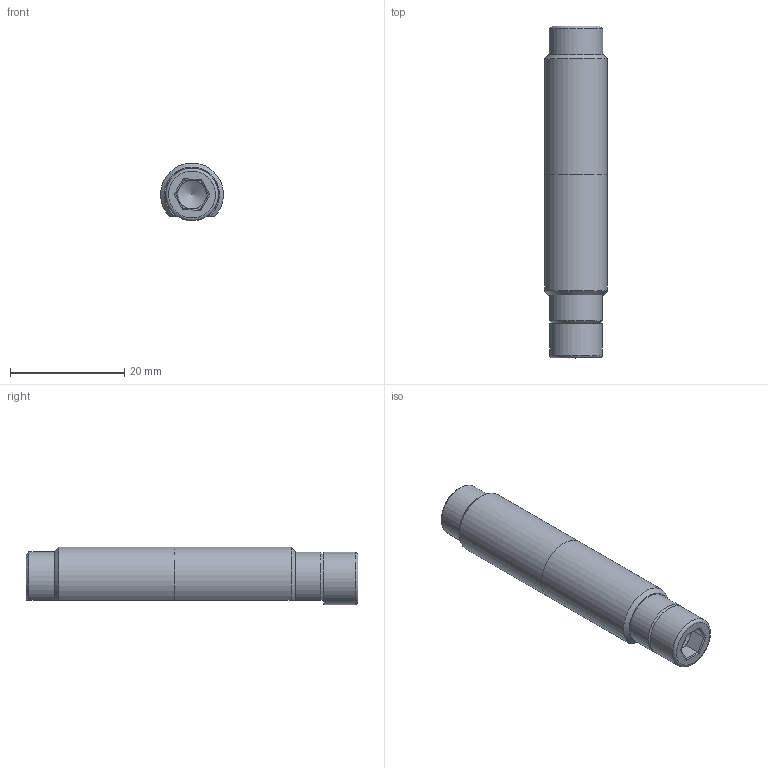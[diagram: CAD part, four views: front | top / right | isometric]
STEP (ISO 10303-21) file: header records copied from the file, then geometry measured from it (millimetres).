
FILE_DESCRIPTION(/* description */ ('KriTec Stoßverbinder 8 Raster 30 für Profile mit Quadratlochung'),/* implementation_level */ '2;1');
FILE_NAME(/* name */ '91189_KriTec_Stossverbinder_8_Raster_30_fuer_Profile_mit_Quadratlochung.stp',/* time_stamp */ '2023-10-24T13:31:10+02:00',/* author */ ('Nell'),/* organization */ (''),/* preprocessor_version */ 'ST-DEVELOPER v17',/* originating_system */ 'Autodesk Inventor 2018',/* authorisation */ '');
FILE_SCHEMA (('AUTOMOTIVE_DESIGN { 1 0 10303 214 3 1 1 }'));
Length unit declared in the file: millimetre
Products named in the file (4): 91189; Gh 10CEV-B-1126 iGH M6; Gh 10CEV-B-1126; Schraube M6x50
Assembly tree (3 placements, depth 2):
  91189
    Gh 10CEV-B-1126 iGH M6
    Gh 10CEV-B-1126
    Schraube M6x50
Bounding box: 10.97 x 58 x 10.08 mm (x, y, z)
Volume: 4596.2 mm3; surface area: 4146.2 mm2
Topology: 3 solids, 3 shells, 71 faces, 174 edges, 111 vertices
Faces by surface type: cylinder 32, plane 30, cone 8, torus 1
Full cylindrical faces by diameter (mm): 4.917 x1, 6 x1, 6.2 x1, 9.2 x1
Entity records: 2233 total; most frequent: DIRECTION 408, CARTESIAN_POINT 378, ORIENTED_EDGE 346, EDGE_CURVE 173, AXIS2_PLACEMENT_3D 165, VERTEX_POINT 111, CIRCLE 81, EDGE_LOOP 78
